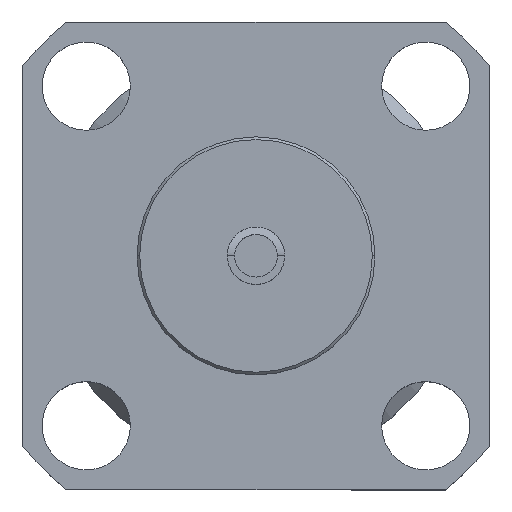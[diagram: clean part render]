
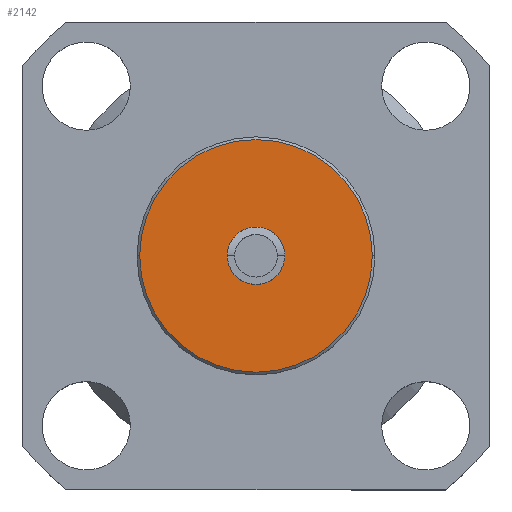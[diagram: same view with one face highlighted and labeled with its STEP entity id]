
A CAD part, top view. The second image highlights one B-rep face of the part: STEP entity #2142.
In plain terms, the highlighted planar face has unit normal (0, 0, 1).
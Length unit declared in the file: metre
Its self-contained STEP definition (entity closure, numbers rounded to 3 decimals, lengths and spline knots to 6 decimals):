
#54 = CIRCLE ( 'NONE', #1669, 0.00435 ) ;
#59 = CARTESIAN_POINT ( 'NONE',  ( 0., 0., 0.0015 ) ) ;
#175 = DIRECTION ( 'NONE',  ( 1., 0., 0. ) ) ;
#256 = ORIENTED_EDGE ( 'NONE', *, *, #2139, .T. ) ;
#263 = DIRECTION ( 'NONE',  ( 1., 0., 0. ) ) ;
#290 = ORIENTED_EDGE ( 'NONE', *, *, #1460, .T. ) ;
#331 = DIRECTION ( 'NONE',  ( 0., 0., 1. ) ) ;
#351 = AXIS2_PLACEMENT_3D ( 'NONE', #1502, #331, #1716 ) ;
#615 = CARTESIAN_POINT ( 'NONE',  ( 0., 0.00445, 0.0015 ) ) ;
#649 = CARTESIAN_POINT ( 'NONE',  ( -0.001075, 0., 0.0015 ) ) ;
#757 = VERTEX_POINT ( 'NONE', #649 ) ;
#820 = DIRECTION ( 'NONE',  ( 0., 0., -1. ) ) ;
#1006 = DIRECTION ( 'NONE',  ( 0., 0., 1. ) ) ;
#1141 = CARTESIAN_POINT ( 'NONE',  ( 0.001075, 0., 0.0015 ) ) ;
#1180 = CARTESIAN_POINT ( 'NONE',  ( 0.00435, 0., 0.0015 ) ) ;
#1356 = DIRECTION ( 'NONE',  ( 0., 0., 1. ) ) ;
#1432 = DIRECTION ( 'NONE',  ( 0., 0., -1. ) ) ;
#1435 = CIRCLE ( 'NONE', #1701, 0.001075 ) ;
#1452 = EDGE_LOOP ( 'NONE', ( #256, #1472 ) ) ;
#1460 = EDGE_CURVE ( 'NONE', #1637, #2189, #2278, .T. ) ;
#1472 = ORIENTED_EDGE ( 'NONE', *, *, #1815, .T. ) ;
#1502 = CARTESIAN_POINT ( 'NONE',  ( 0., 0., 0.0015 ) ) ;
#1544 = EDGE_CURVE ( 'NONE', #2189, #1637, #54, .T. ) ;
#1584 = PLANE ( 'NONE',  #2090 ) ;
#1637 = VERTEX_POINT ( 'NONE', #1180 ) ;
#1669 = AXIS2_PLACEMENT_3D ( 'NONE', #2527, #1356, #175 ) ;
#1701 = AXIS2_PLACEMENT_3D ( 'NONE', #1980, #820, #2184 ) ;
#1709 = EDGE_LOOP ( 'NONE', ( #2163, #290 ) ) ;
#1716 = DIRECTION ( 'NONE',  ( 1., 0., 0. ) ) ;
#1757 = AXIS2_PLACEMENT_3D ( 'NONE', #59, #1432, #263 ) ;
#1815 = EDGE_CURVE ( 'NONE', #2061, #757, #2521, .T. ) ;
#1903 = FACE_OUTER_BOUND ( 'NONE', #1709, .T. ) ;
#1980 = CARTESIAN_POINT ( 'NONE',  ( 0., 0., 0.0015 ) ) ;
#2037 = CARTESIAN_POINT ( 'NONE',  ( -0.00435, 0., 0.0015 ) ) ;
#2061 = VERTEX_POINT ( 'NONE', #1141 ) ;
#2090 = AXIS2_PLACEMENT_3D ( 'NONE', #615, #1006, #2381 ) ;
#2139 = EDGE_CURVE ( 'NONE', #757, #2061, #1435, .T. ) ;
#2142 = ADVANCED_FACE ( 'NONE', ( #2422, #1903 ), #1584, .T. ) ;
#2163 = ORIENTED_EDGE ( 'NONE', *, *, #1544, .T. ) ;
#2184 = DIRECTION ( 'NONE',  ( 1., 0., 0. ) ) ;
#2189 = VERTEX_POINT ( 'NONE', #2037 ) ;
#2278 = CIRCLE ( 'NONE', #351, 0.00435 ) ;
#2381 = DIRECTION ( 'NONE',  ( 1., 0., 0. ) ) ;
#2422 = FACE_BOUND ( 'NONE', #1452, .T. ) ;
#2521 = CIRCLE ( 'NONE', #1757, 0.001075 ) ;
#2527 = CARTESIAN_POINT ( 'NONE',  ( 0., 0., 0.0015 ) ) ;
